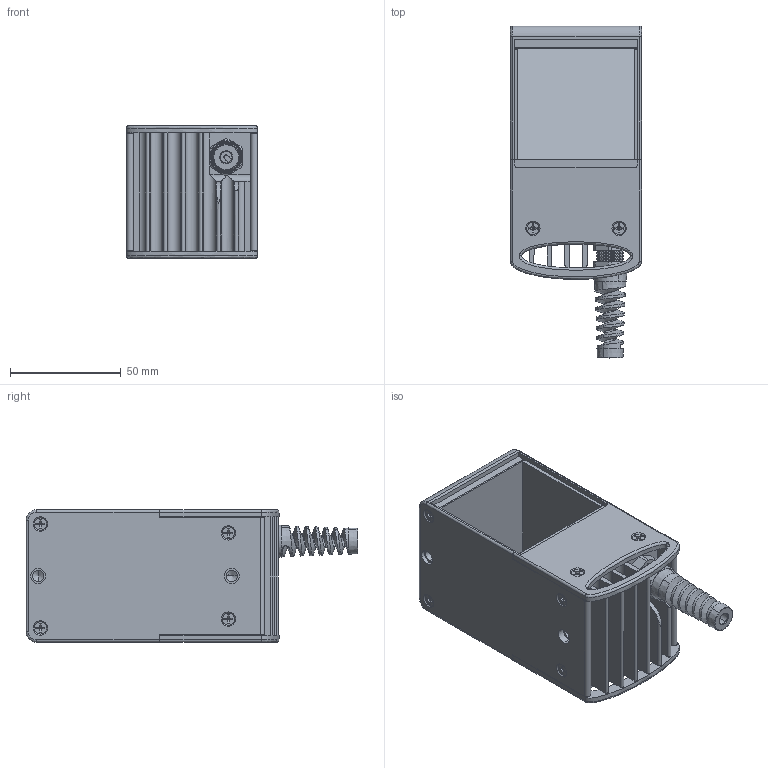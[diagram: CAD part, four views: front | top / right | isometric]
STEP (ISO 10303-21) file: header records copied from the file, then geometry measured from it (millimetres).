
FILE_DESCRIPTION((''),'2;1');
FILE_NAME('148996_SW','2009-09-18T',('banengservice'),('BANNER ENGINEERING'),'PRO/ENGINEER BY PARAMETRIC TECHNOLOGY CORPORATION, 2009141','PRO/ENGINEER BY PARAMETRIC TECHNOLOGY CORPORATION, 2009141','');
FILE_SCHEMA(('CONFIG_CONTROL_DESIGN'));
Length unit declared in the file: inch
Products named in the file (1): 148996_SW
Bounding box: 59.26 x 150.09 x 59.86 mm (x, y, z)
Volume: 135856.6 mm3; surface area: 78265.8 mm2
Topology: 1 solids, 9 shells, 797 faces, 2184 edges, 1393 vertices
Faces by surface type: plane 408, cylinder 211, cone 156, bspline 8, torus 8, extrusion 6
Entity records: 31266 total; most frequent: CARTESIAN_POINT 11612, ORIENTED_EDGE 4304, DIRECTION 3822, EDGE_CURVE 2152, VERTEX_POINT 1391, AXIS2_PLACEMENT_3D 1373, VECTOR 1076, LINE 1070
